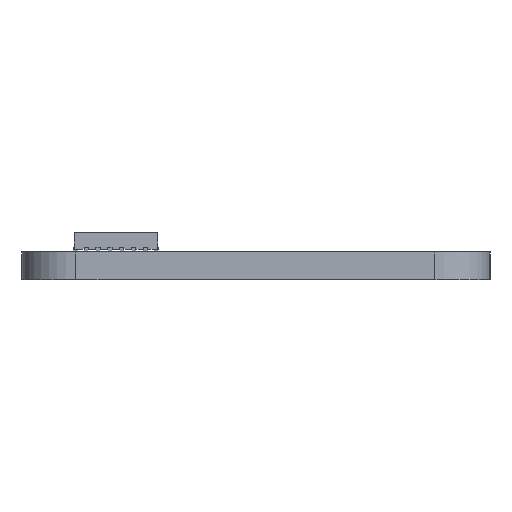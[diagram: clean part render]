
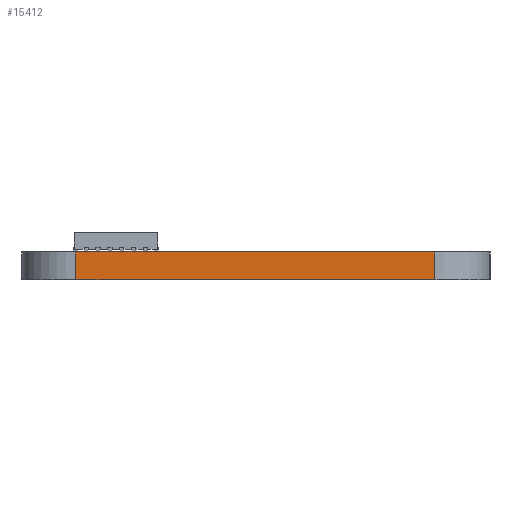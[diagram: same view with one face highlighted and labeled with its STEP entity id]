
A CAD part, left-side view. The second image highlights one B-rep face of the part: STEP entity #15412.
In plain terms, the highlighted planar face has unit normal (-1, -0.001, 0).
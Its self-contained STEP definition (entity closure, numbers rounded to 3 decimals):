
#10452 = CYLINDRICAL_SURFACE('',#10453,3.2);
#10453 = AXIS2_PLACEMENT_3D('',#10454,#10455,#10456);
#10454 = CARTESIAN_POINT('',(-14.161,74.225,0.));
#10455 = DIRECTION('',(-0.,-0.,-1.));
#10456 = DIRECTION('',(1.,0.,-0.));
#10480 = PLANE('',#10481);
#10481 = AXIS2_PLACEMENT_3D('',#10482,#10483,#10484);
#10482 = CARTESIAN_POINT('',(13.548,63.652,1.625));
#10483 = DIRECTION('',(-0.,-0.,-1.));
#10484 = DIRECTION('',(-1.,0.,0.));
#10534 = PLANE('',#10535);
#10535 = AXIS2_PLACEMENT_3D('',#10536,#10537,#10538);
#10536 = CARTESIAN_POINT('',(13.548,63.652,0.));
#10537 = DIRECTION('',(-0.,-0.,-1.));
#10538 = DIRECTION('',(-1.,0.,0.));
#10551 = VERTEX_POINT('',#10552);
#10552 = CARTESIAN_POINT('',(-17.361,74.25,1.625));
#10578 = EDGE_CURVE('',#10579,#10551,#10581,.T.);
#10579 = VERTEX_POINT('',#10580);
#10580 = CARTESIAN_POINT('',(-17.361,74.25,0.));
#10581 = SURFACE_CURVE('',#10582,(#10586,#10593),.PCURVE_S1.);
#10582 = LINE('',#10583,#10584);
#10583 = CARTESIAN_POINT('',(-17.361,74.25,0.));
#10584 = VECTOR('',#10585,1.);
#10585 = DIRECTION('',(0.,0.,1.));
#10586 = PCURVE('',#10452,#10587);
#10587 = DEFINITIONAL_REPRESENTATION('',(#10588),#10592);
#10588 = LINE('',#10589,#10590);
#10589 = CARTESIAN_POINT('',(-3.134,0.));
#10590 = VECTOR('',#10591,1.);
#10591 = DIRECTION('',(-0.,-1.));
#10592 = ( GEOMETRIC_REPRESENTATION_CONTEXT(2) 
PARAMETRIC_REPRESENTATION_CONTEXT() REPRESENTATION_CONTEXT('2D SPACE',''
  ) );
#10593 = PCURVE('',#10594,#10599);
#10594 = PLANE('',#10595);
#10595 = AXIS2_PLACEMENT_3D('',#10596,#10597,#10598);
#10596 = CARTESIAN_POINT('',(-17.341,53.127,0.));
#10597 = DIRECTION('',(-1.,-0.001,0.));
#10598 = DIRECTION('',(-0.001,1.,0.));
#10599 = DEFINITIONAL_REPRESENTATION('',(#10600),#10604);
#10600 = LINE('',#10601,#10602);
#10601 = CARTESIAN_POINT('',(21.123,0.));
#10602 = VECTOR('',#10603,1.);
#10603 = DIRECTION('',(0.,-1.));
#10604 = ( GEOMETRIC_REPRESENTATION_CONTEXT(2) 
PARAMETRIC_REPRESENTATION_CONTEXT() REPRESENTATION_CONTEXT('2D SPACE',''
  ) );
#10808 = VERTEX_POINT('',#10809);
#10809 = CARTESIAN_POINT('',(-17.341,53.127,0.));
#10828 = CYLINDRICAL_SURFACE('',#10829,3.2);
#10829 = AXIS2_PLACEMENT_3D('',#10830,#10831,#10832);
#10830 = CARTESIAN_POINT('',(-14.141,53.091,0.));
#10831 = DIRECTION('',(-0.,-0.,-1.));
#10832 = DIRECTION('',(1.,0.,-0.));
#10840 = EDGE_CURVE('',#10808,#10579,#10841,.T.);
#10841 = SURFACE_CURVE('',#10842,(#10846,#10853),.PCURVE_S1.);
#10842 = LINE('',#10843,#10844);
#10843 = CARTESIAN_POINT('',(-17.341,53.127,0.));
#10844 = VECTOR('',#10845,1.);
#10845 = DIRECTION('',(-0.001,1.,0.));
#10846 = PCURVE('',#10534,#10847);
#10847 = DEFINITIONAL_REPRESENTATION('',(#10848),#10852);
#10848 = LINE('',#10849,#10850);
#10849 = CARTESIAN_POINT('',(30.889,-10.526));
#10850 = VECTOR('',#10851,1.);
#10851 = DIRECTION('',(0.001,1.));
#10852 = ( GEOMETRIC_REPRESENTATION_CONTEXT(2) 
PARAMETRIC_REPRESENTATION_CONTEXT() REPRESENTATION_CONTEXT('2D SPACE',''
  ) );
#10853 = PCURVE('',#10594,#10854);
#10854 = DEFINITIONAL_REPRESENTATION('',(#10855),#10859);
#10855 = LINE('',#10856,#10857);
#10856 = CARTESIAN_POINT('',(0.,0.));
#10857 = VECTOR('',#10858,1.);
#10858 = DIRECTION('',(1.,0.));
#10859 = ( GEOMETRIC_REPRESENTATION_CONTEXT(2) 
PARAMETRIC_REPRESENTATION_CONTEXT() REPRESENTATION_CONTEXT('2D SPACE',''
  ) );
#13328 = VERTEX_POINT('',#13329);
#13329 = CARTESIAN_POINT('',(-17.341,53.127,1.625));
#13355 = EDGE_CURVE('',#13328,#10551,#13356,.T.);
#13356 = SURFACE_CURVE('',#13357,(#13361,#13368),.PCURVE_S1.);
#13357 = LINE('',#13358,#13359);
#13358 = CARTESIAN_POINT('',(-17.341,53.127,1.625));
#13359 = VECTOR('',#13360,1.);
#13360 = DIRECTION('',(-0.001,1.,0.));
#13361 = PCURVE('',#10480,#13362);
#13362 = DEFINITIONAL_REPRESENTATION('',(#13363),#13367);
#13363 = LINE('',#13364,#13365);
#13364 = CARTESIAN_POINT('',(30.889,-10.526));
#13365 = VECTOR('',#13366,1.);
#13366 = DIRECTION('',(0.001,1.));
#13367 = ( GEOMETRIC_REPRESENTATION_CONTEXT(2) 
PARAMETRIC_REPRESENTATION_CONTEXT() REPRESENTATION_CONTEXT('2D SPACE',''
  ) );
#13368 = PCURVE('',#10594,#13369);
#13369 = DEFINITIONAL_REPRESENTATION('',(#13370),#13374);
#13370 = LINE('',#13371,#13372);
#13371 = CARTESIAN_POINT('',(0.,-1.625));
#13372 = VECTOR('',#13373,1.);
#13373 = DIRECTION('',(1.,0.));
#13374 = ( GEOMETRIC_REPRESENTATION_CONTEXT(2) 
PARAMETRIC_REPRESENTATION_CONTEXT() REPRESENTATION_CONTEXT('2D SPACE',''
  ) );
#15412 = ADVANCED_FACE('',(#15413),#10594,.T.);
#15413 = FACE_BOUND('',#15414,.T.);
#15414 = EDGE_LOOP('',(#15415,#15436,#15437,#15438));
#15415 = ORIENTED_EDGE('',*,*,#15416,.T.);
#15416 = EDGE_CURVE('',#10808,#13328,#15417,.T.);
#15417 = SURFACE_CURVE('',#15418,(#15422,#15429),.PCURVE_S1.);
#15418 = LINE('',#15419,#15420);
#15419 = CARTESIAN_POINT('',(-17.341,53.127,0.));
#15420 = VECTOR('',#15421,1.);
#15421 = DIRECTION('',(0.,0.,1.));
#15422 = PCURVE('',#10594,#15423);
#15423 = DEFINITIONAL_REPRESENTATION('',(#15424),#15428);
#15424 = LINE('',#15425,#15426);
#15425 = CARTESIAN_POINT('',(0.,0.));
#15426 = VECTOR('',#15427,1.);
#15427 = DIRECTION('',(0.,-1.));
#15428 = ( GEOMETRIC_REPRESENTATION_CONTEXT(2) 
PARAMETRIC_REPRESENTATION_CONTEXT() REPRESENTATION_CONTEXT('2D SPACE',''
  ) );
#15429 = PCURVE('',#10828,#15430);
#15430 = DEFINITIONAL_REPRESENTATION('',(#15431),#15435);
#15431 = LINE('',#15432,#15433);
#15432 = CARTESIAN_POINT('',(-3.13,0.));
#15433 = VECTOR('',#15434,1.);
#15434 = DIRECTION('',(-0.,-1.));
#15435 = ( GEOMETRIC_REPRESENTATION_CONTEXT(2) 
PARAMETRIC_REPRESENTATION_CONTEXT() REPRESENTATION_CONTEXT('2D SPACE',''
  ) );
#15436 = ORIENTED_EDGE('',*,*,#13355,.T.);
#15437 = ORIENTED_EDGE('',*,*,#10578,.F.);
#15438 = ORIENTED_EDGE('',*,*,#10840,.F.);
